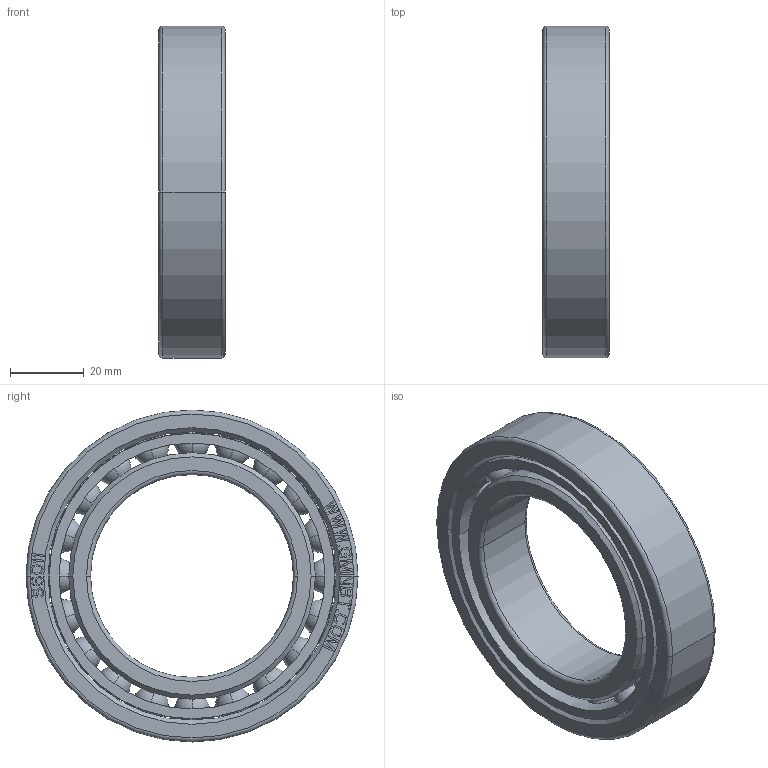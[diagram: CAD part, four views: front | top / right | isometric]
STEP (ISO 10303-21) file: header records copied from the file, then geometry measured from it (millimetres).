
FILE_DESCRIPTION((''),'2;1');
FILE_NAME('S6011_PRT','2014-03-19T',('sales 4'),(''),'PRO/ENGINEER BY PARAMETRIC TECHNOLOGY CORPORATION, 2013150','PRO/ENGINEER BY PARAMETRIC TECHNOLOGY CORPORATION, 2013150','');
FILE_SCHEMA(('AUTOMOTIVE_DESIGN { 1 0 10303 214 1 1 1 1 }'));
Length unit declared in the file: millimetre
Products named in the file (1): S6011_PRT
Bounding box: 18.01 x 90 x 90 mm (x, y, z)
Volume: 56441.1 mm3; surface area: 34169.6 mm2
Topology: 3 solids, 3 shells, 655 faces, 1818 edges, 1148 vertices
Faces by surface type: plane 459, cylinder 94, sphere 80, torus 12, cone 10
Entity records: 37396 total; most frequent: CARTESIAN_POINT 15639, ORIENTED_EDGE 3476, DIRECTION 3108, PRESENTATION_STYLE_ASSIGNMENT 1769, STYLED_ITEM 1741, CURVE_STYLE 1738, EDGE_CURVE 1738, VECTOR 1358
